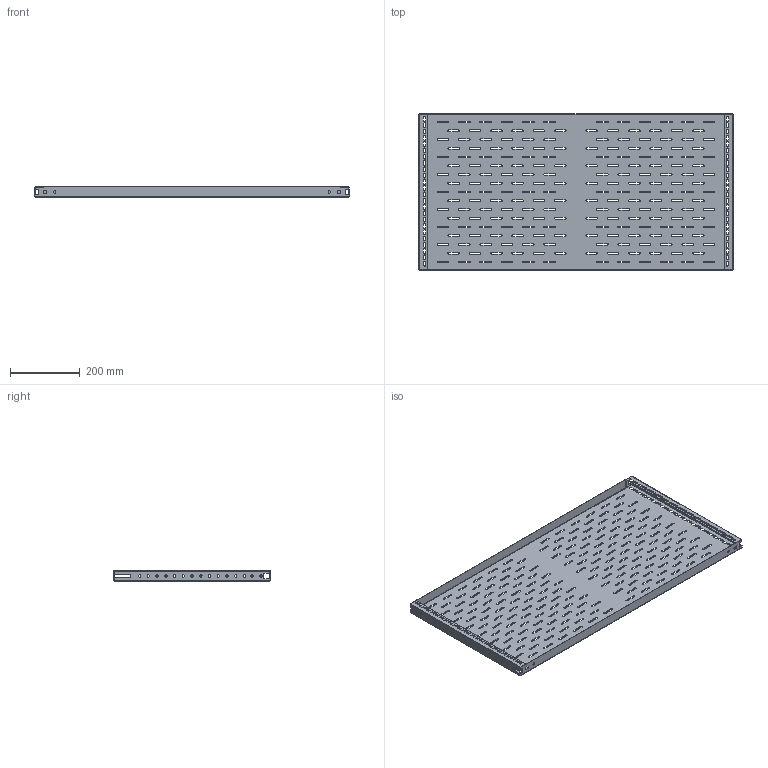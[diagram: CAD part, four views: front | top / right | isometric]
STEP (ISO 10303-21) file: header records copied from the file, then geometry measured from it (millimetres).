
FILE_DESCRIPTION (( 'STEP AP203' ), '1' );
FILE_NAME ('QB09C699.step', '2014-09-29T06:58:47', ( '' ), ( '' ), 'SwSTEP 2.0', 'SolidWorks 2014', '' );
FILE_SCHEMA (( 'CONFIG_CONTROL_DESIGN' ));
Products named in the file (1): QB09C699
Bounding box: 899 x 446.5 x 30 mm (x, y, z)
Volume: 678397 mm3; surface area: 938083 mm2
Topology: 1 solids, 1 shells, 1594 faces, 4716 edges, 3120 vertices
Faces by surface type: cylinder 892, plane 690, bspline 12
Entity records: 55667 total; most frequent: CARTESIAN_POINT 10033, DIRECTION 9600, ORIENTED_EDGE 9432, EDGE_CURVE 4716, AXIS2_PLACEMENT_3D 3343, VERTEX_POINT 3120, VECTOR 2914, LINE 2914
